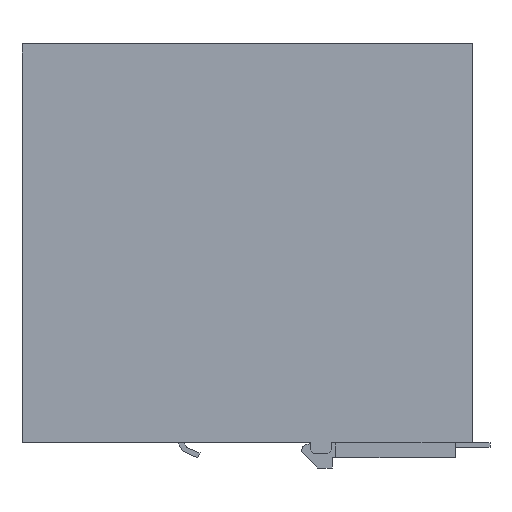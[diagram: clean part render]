
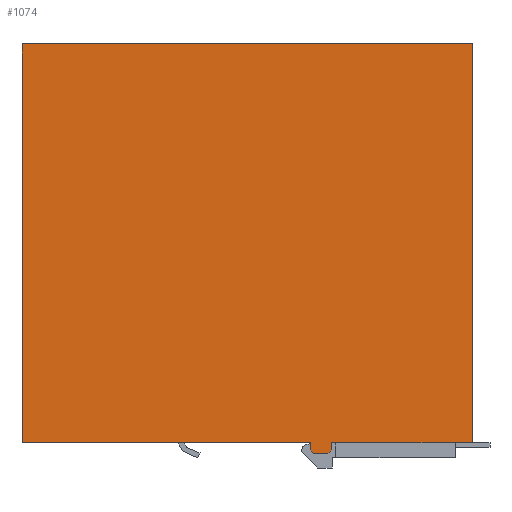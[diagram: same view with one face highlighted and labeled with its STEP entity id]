
A CAD part, left-side view. The second image highlights one B-rep face of the part: STEP entity #1074.
In plain terms, the highlighted planar face has unit normal (-1, 0, 0).
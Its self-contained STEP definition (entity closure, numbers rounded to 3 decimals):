
#47 = LINE ( 'NONE', #1472, #8594 ) ;
#189 = VECTOR ( 'NONE', #11685, 1000. ) ;
#538 = CARTESIAN_POINT ( 'NONE',  ( -21., 63.5, 0. ) ) ;
#632 = CARTESIAN_POINT ( 'NONE',  ( -21., 0., -112.5 ) ) ;
#700 = PLANE ( 'NONE',  #8464 ) ;
#727 = VERTEX_POINT ( 'NONE', #7223 ) ;
#1074 = ADVANCED_FACE ( 'NONE', ( #10373 ), #700, .F. ) ;
#1162 = DIRECTION ( 'NONE',  ( 0., 0., 1. ) ) ;
#1335 = ORIENTED_EDGE ( 'NONE', *, *, #6792, .T. ) ;
#1420 = DIRECTION ( 'NONE',  ( 0., -0.707, 0.707 ) ) ;
#1472 = CARTESIAN_POINT ( 'NONE',  ( -21., -63.5, 0. ) ) ;
#1658 = VERTEX_POINT ( 'NONE', #8952 ) ;
#1662 = DIRECTION ( 'NONE',  ( 0., 0., -1. ) ) ;
#1910 = CARTESIAN_POINT ( 'NONE',  ( -21., -23.8, -114.5 ) ) ;
#2250 = ORIENTED_EDGE ( 'NONE', *, *, #12705, .F. ) ;
#2512 = CARTESIAN_POINT ( 'NONE',  ( -21., -17.8, -115.5 ) ) ;
#2694 = VECTOR ( 'NONE', #15806, 1000. ) ;
#2763 = CARTESIAN_POINT ( 'NONE',  ( -21., -18.8, -115.5 ) ) ;
#3062 = VERTEX_POINT ( 'NONE', #8096 ) ;
#3233 = VECTOR ( 'NONE', #1420, 1000. ) ;
#3309 = CARTESIAN_POINT ( 'NONE',  ( -21., -17.8, -114.5 ) ) ;
#3473 = LINE ( 'NONE', #5938, #4208 ) ;
#3669 = ORIENTED_EDGE ( 'NONE', *, *, #6563, .T. ) ;
#3682 = ORIENTED_EDGE ( 'NONE', *, *, #7760, .T. ) ;
#3818 = CARTESIAN_POINT ( 'NONE',  ( -21., -22.8, -115.5 ) ) ;
#3836 = ORIENTED_EDGE ( 'NONE', *, *, #14941, .T. ) ;
#4208 = VECTOR ( 'NONE', #10814, 1000. ) ;
#4862 = ORIENTED_EDGE ( 'NONE', *, *, #9799, .T. ) ;
#5218 = LINE ( 'NONE', #2512, #7886 ) ;
#5464 = LINE ( 'NONE', #6585, #10563 ) ;
#5506 = DIRECTION ( 'NONE',  ( 0., -1., 0. ) ) ;
#5540 = DIRECTION ( 'NONE',  ( 0., 1., 0. ) ) ;
#5670 = EDGE_CURVE ( 'NONE', #6120, #9441, #5464, .T. ) ;
#5901 = EDGE_CURVE ( 'NONE', #3062, #6495, #3473, .T. ) ;
#5908 = CARTESIAN_POINT ( 'NONE',  ( -21., -23.8, -115.5 ) ) ;
#5938 = CARTESIAN_POINT ( 'NONE',  ( -21., 0., 0. ) ) ;
#6120 = VERTEX_POINT ( 'NONE', #12633 ) ;
#6495 = VERTEX_POINT ( 'NONE', #12762 ) ;
#6511 = CARTESIAN_POINT ( 'NONE',  ( -21., -17.8, -112.5 ) ) ;
#6548 = LINE ( 'NONE', #632, #13394 ) ;
#6563 = EDGE_CURVE ( 'NONE', #727, #1658, #6548, .T. ) ;
#6585 = CARTESIAN_POINT ( 'NONE',  ( -21., -17.8, -115.5 ) ) ;
#6589 = DIRECTION ( 'NONE',  ( 0., -0.707, -0.707 ) ) ;
#6757 = VERTEX_POINT ( 'NONE', #6511 ) ;
#6777 = CARTESIAN_POINT ( 'NONE',  ( -21., 0., 0. ) ) ;
#6792 = EDGE_CURVE ( 'NONE', #12612, #9441, #12208, .T. ) ;
#7223 = CARTESIAN_POINT ( 'NONE',  ( -21., -23.8, -112.5 ) ) ;
#7760 = EDGE_CURVE ( 'NONE', #11991, #727, #8304, .T. ) ;
#7886 = VECTOR ( 'NONE', #14878, 1000. ) ;
#8096 = CARTESIAN_POINT ( 'NONE',  ( -21., -63.5, 0. ) ) ;
#8285 = VECTOR ( 'NONE', #1662, 1000. ) ;
#8304 = LINE ( 'NONE', #5908, #2694 ) ;
#8443 = EDGE_LOOP ( 'NONE', ( #2250, #1335, #13507, #11652, #3682, #3669, #4862, #11428, #3836, #12422 ) ) ;
#8464 = AXIS2_PLACEMENT_3D ( 'NONE', #6777, #12682, #10604 ) ;
#8594 = VECTOR ( 'NONE', #1162, 1000. ) ;
#8843 = LINE ( 'NONE', #3818, #3233 ) ;
#8952 = CARTESIAN_POINT ( 'NONE',  ( -21., -63.5, -112.5 ) ) ;
#9371 = EDGE_CURVE ( 'NONE', #6120, #11991, #8843, .T. ) ;
#9441 = VERTEX_POINT ( 'NONE', #10276 ) ;
#9799 = EDGE_CURVE ( 'NONE', #1658, #3062, #47, .T. ) ;
#9975 = EDGE_CURVE ( 'NONE', #15016, #6757, #15441, .T. ) ;
#10276 = CARTESIAN_POINT ( 'NONE',  ( -21., -18.8, -115.5 ) ) ;
#10373 = FACE_OUTER_BOUND ( 'NONE', #8443, .T. ) ;
#10563 = VECTOR ( 'NONE', #5540, 1000. ) ;
#10604 = DIRECTION ( 'NONE',  ( 0., 0., -1. ) ) ;
#10649 = CARTESIAN_POINT ( 'NONE',  ( -21., 0., -112.5 ) ) ;
#10814 = DIRECTION ( 'NONE',  ( 0., 1., 0. ) ) ;
#11428 = ORIENTED_EDGE ( 'NONE', *, *, #5901, .T. ) ;
#11484 = LINE ( 'NONE', #538, #8285 ) ;
#11652 = ORIENTED_EDGE ( 'NONE', *, *, #9371, .T. ) ;
#11685 = DIRECTION ( 'NONE',  ( 0., -1., 0. ) ) ;
#11878 = CARTESIAN_POINT ( 'NONE',  ( -21., 63.5, -112.5 ) ) ;
#11991 = VERTEX_POINT ( 'NONE', #1910 ) ;
#12208 = LINE ( 'NONE', #2763, #12627 ) ;
#12422 = ORIENTED_EDGE ( 'NONE', *, *, #9975, .T. ) ;
#12612 = VERTEX_POINT ( 'NONE', #3309 ) ;
#12627 = VECTOR ( 'NONE', #6589, 1000. ) ;
#12633 = CARTESIAN_POINT ( 'NONE',  ( -21., -22.8, -115.5 ) ) ;
#12682 = DIRECTION ( 'NONE',  ( 1., 0., 0. ) ) ;
#12705 = EDGE_CURVE ( 'NONE', #12612, #6757, #5218, .T. ) ;
#12762 = CARTESIAN_POINT ( 'NONE',  ( -21., 63.5, 0. ) ) ;
#13394 = VECTOR ( 'NONE', #5506, 1000. ) ;
#13507 = ORIENTED_EDGE ( 'NONE', *, *, #5670, .F. ) ;
#14878 = DIRECTION ( 'NONE',  ( 0., 0., 1. ) ) ;
#14941 = EDGE_CURVE ( 'NONE', #6495, #15016, #11484, .T. ) ;
#15016 = VERTEX_POINT ( 'NONE', #11878 ) ;
#15441 = LINE ( 'NONE', #10649, #189 ) ;
#15806 = DIRECTION ( 'NONE',  ( 0., 0., 1. ) ) ;
